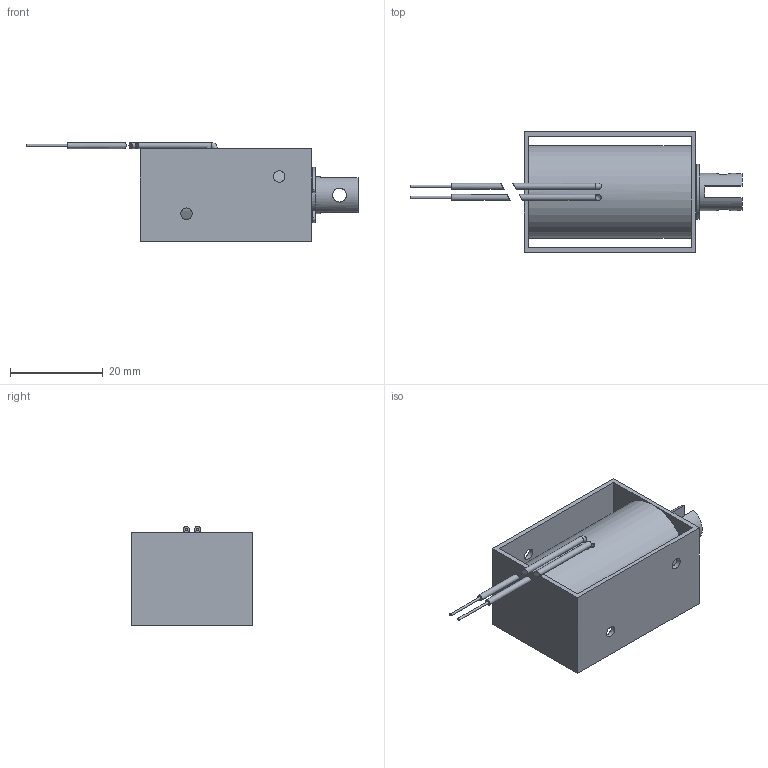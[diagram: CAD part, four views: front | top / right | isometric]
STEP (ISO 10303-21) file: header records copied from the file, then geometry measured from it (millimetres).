
FILE_DESCRIPTION( ( 'Unknown' ), '1' );
FILE_NAME( 'F0837L.stp', 'Unknown', ( 'Unknown' ), ( 'Unknown' ), 'PSStep 17.0.49', 'Unknown', ' ' );
FILE_SCHEMA( ( 'AUTOMOTIVE_DESIGN { 1 0 10303 214 1 1 1 1 }' ) );
Length unit declared in the file: millimetre
Products named in the file (6): Assem1; F0837L; E-ring 7,4mm; F0837L-2
Assembly tree (5 placements, depth 2):
  Assem1
    F0837L
    F0837L
    F0837L
    E-ring 7,4mm
    F0837L-2
Bounding box: 71.65 x 26 x 21.35 mm (x, y, z)
Volume: 13707 mm3; surface area: 8911.3 mm2
Topology: 5 solids, 5 shells, 74 faces, 170 edges, 109 vertices
Faces by surface type: plane 39, cylinder 31, torus 2, cone 2
Full cylindrical faces by diameter (mm): 0.5 x2, 1.3 x6, 2.459 x4, 3 x2, 7.4 x1, 8 x3, 20 x1
Entity records: 2760 total; most frequent: CARTESIAN_POINT 460, DIRECTION 360, ORIENTED_EDGE 274, AXIS2_PLACEMENT_3D 147, EDGE_CURVE 137, EDGE_LOOP 118, VERTEX_POINT 101, FACE_OUTER_BOUND 93
